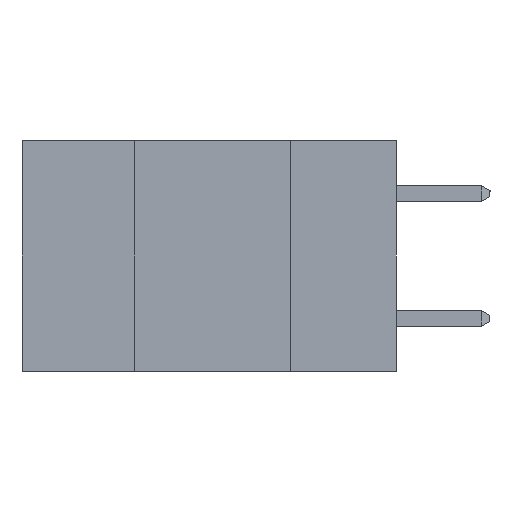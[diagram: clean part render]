
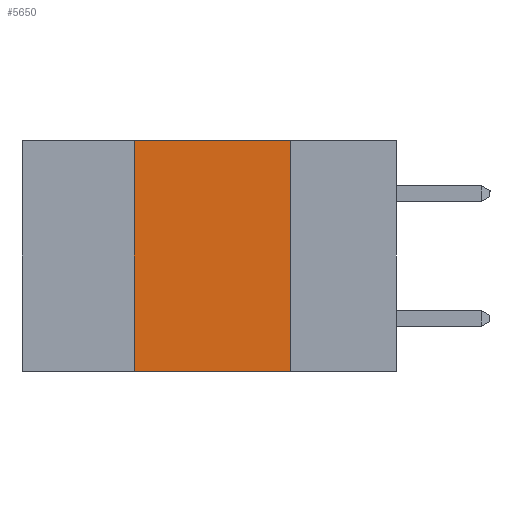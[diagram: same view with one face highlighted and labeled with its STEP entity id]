
A CAD part, left-side view. The second image highlights one B-rep face of the part: STEP entity #5650.
In plain terms, the highlighted planar face has unit normal (-1, 0, 0).
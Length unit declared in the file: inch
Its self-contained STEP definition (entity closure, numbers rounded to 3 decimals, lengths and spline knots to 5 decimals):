
#344 = CARTESIAN_POINT ( 'NONE',  ( 0., 0.6, 0. ) ) ;
#1073 = EDGE_CURVE ( 'NONE', #18033, #17100, #14826, .T. ) ;
#1985 = PLANE ( 'NONE',  #20641 ) ;
#2227 = FACE_OUTER_BOUND ( 'NONE', #5757, .T. ) ;
#2494 = DIRECTION ( 'NONE',  ( 0., -1., 0. ) ) ;
#2577 = CARTESIAN_POINT ( 'NONE',  ( 0., 0.42, -0.37 ) ) ;
#2845 = DIRECTION ( 'NONE',  ( 0., 0., -1. ) ) ;
#3910 = VECTOR ( 'NONE', #21115, 39.37008 ) ;
#4048 = VECTOR ( 'NONE', #2845, 39.37008 ) ;
#4391 = CARTESIAN_POINT ( 'NONE',  ( 0., 0.17, -0.37 ) ) ;
#5358 = EDGE_CURVE ( 'NONE', #8719, #22138, #22802, .T. ) ;
#5650 = ADVANCED_FACE ( 'NONE', ( #2227 ), #1985, .F. ) ;
#5757 = EDGE_LOOP ( 'NONE', ( #14060, #11978, #10449, #7479 ) ) ;
#5801 = EDGE_CURVE ( 'NONE', #8719, #18033, #12017, .T. ) ;
#6745 = CARTESIAN_POINT ( 'NONE',  ( 0., 0.42, -0.37 ) ) ;
#7479 = ORIENTED_EDGE ( 'NONE', *, *, #5358, .T. ) ;
#7813 = DIRECTION ( 'NONE',  ( 1., 0., 0. ) ) ;
#8719 = VERTEX_POINT ( 'NONE', #6745 ) ;
#9012 = CARTESIAN_POINT ( 'NONE',  ( 0., 0.17, 0. ) ) ;
#9898 = CARTESIAN_POINT ( 'NONE',  ( 0., 0.6, -0.37 ) ) ;
#10449 = ORIENTED_EDGE ( 'NONE', *, *, #5801, .F. ) ;
#11978 = ORIENTED_EDGE ( 'NONE', *, *, #1073, .F. ) ;
#12017 = LINE ( 'NONE', #2577, #13683 ) ;
#13366 = EDGE_CURVE ( 'NONE', #17100, #22138, #19563, .T. ) ;
#13683 = VECTOR ( 'NONE', #18945, 39.37008 ) ;
#14060 = ORIENTED_EDGE ( 'NONE', *, *, #13366, .F. ) ;
#14826 = LINE ( 'NONE', #344, #14922 ) ;
#14922 = VECTOR ( 'NONE', #2494, 39.37008 ) ;
#15752 = CARTESIAN_POINT ( 'NONE',  ( 0., 0.17, -0.37 ) ) ;
#16576 = CARTESIAN_POINT ( 'NONE',  ( 0., 0.6, 0. ) ) ;
#17100 = VERTEX_POINT ( 'NONE', #9012 ) ;
#18033 = VERTEX_POINT ( 'NONE', #20270 ) ;
#18945 = DIRECTION ( 'NONE',  ( 0., 0., 1. ) ) ;
#19563 = LINE ( 'NONE', #15752, #4048 ) ;
#20163 = DIRECTION ( 'NONE',  ( 0., 0., -1. ) ) ;
#20270 = CARTESIAN_POINT ( 'NONE',  ( 0., 0.42, 0. ) ) ;
#20641 = AXIS2_PLACEMENT_3D ( 'NONE', #16576, #7813, #20163 ) ;
#21115 = DIRECTION ( 'NONE',  ( 0., -1., 0. ) ) ;
#22138 = VERTEX_POINT ( 'NONE', #4391 ) ;
#22802 = LINE ( 'NONE', #9898, #3910 ) ;
